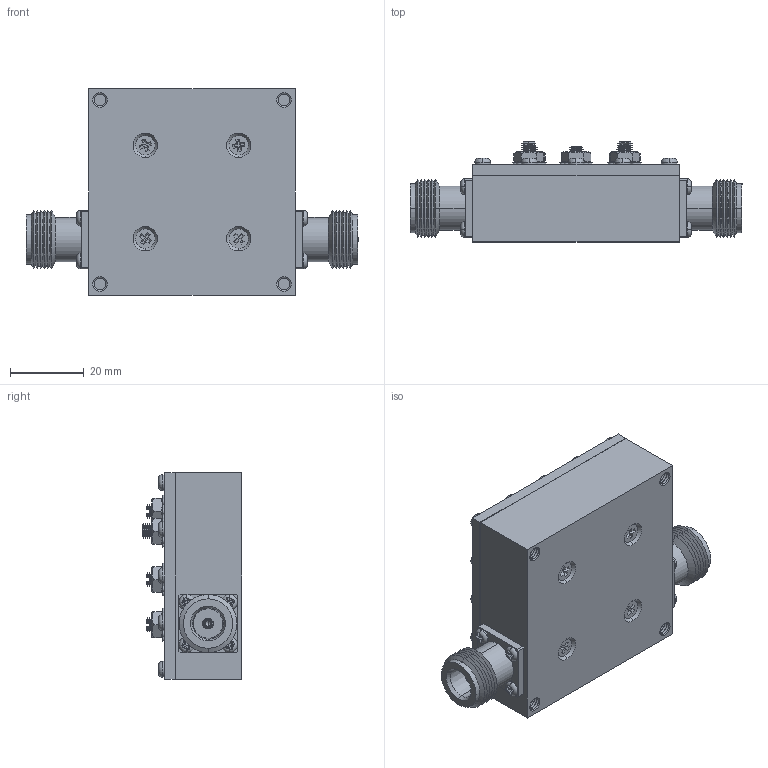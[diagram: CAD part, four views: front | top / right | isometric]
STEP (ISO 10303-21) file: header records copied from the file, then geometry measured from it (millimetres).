
FILE_DESCRIPTION (( 'STEP AP214' ), '1' );
FILE_NAME ('BPF2400.STEP', '2016-03-10T14:54:00', ( 'L-Com' ), ( 'L-Com Global Connectivity' ), 'SwSTEP 2.0', 'SolidWorks 2014', '' );
FILE_SCHEMA (( 'AUTOMOTIVE_DESIGN' ));
Length unit declared in the file: inch
Products named in the file (5): BPF2400_N-FEMALE; BPF2400_Nut-Screw-Washer_2; BPF2400_Nut-Screw-Washer_1; BPF2400_Body; BPF2400
Assembly tree (10 placements, depth 2):
  BPF2400
    BPF2400_Body
    BPF2400_Nut-Screw-Washer_1  x5
    BPF2400_Nut-Screw-Washer_2  x2
    BPF2400_N-FEMALE  x2
Bounding box: 90.32 x 27.15 x 56.08 mm (x, y, z)
Volume: 71535.2 mm3; surface area: 18016.6 mm2
Topology: 10 solids, 10 shells, 1552 faces, 4006 edges, 2547 vertices
Faces by surface type: plane 761, cone 360, cylinder 351, torus 80
Entity records: 29934 total; most frequent: CARTESIAN_POINT 6189, ORIENTED_EDGE 4946, DIRECTION 4878, EDGE_CURVE 2473, AXIS2_PLACEMENT_3D 1731, VERTEX_POINT 1554, LINE 1416, VECTOR 1416
